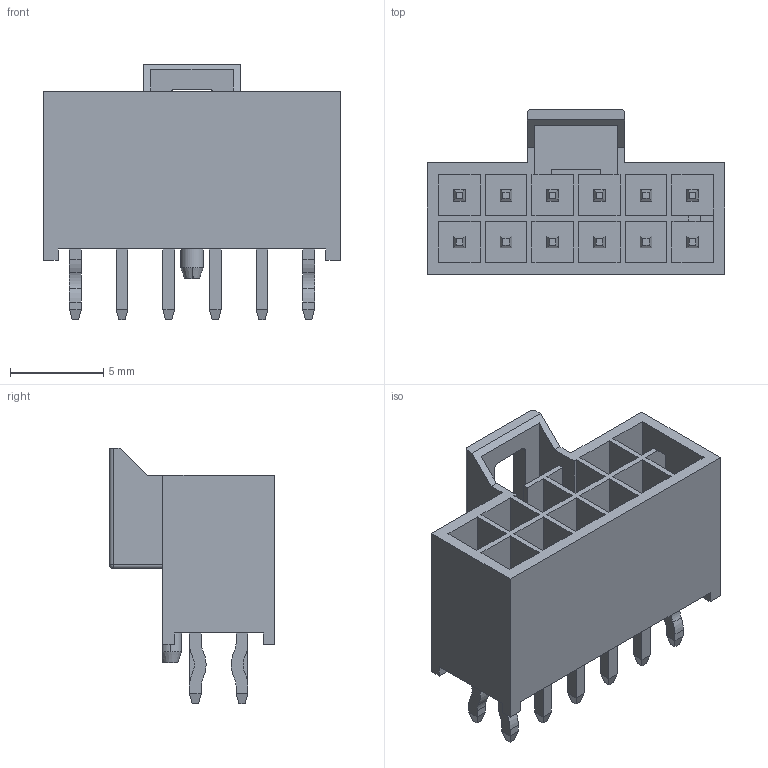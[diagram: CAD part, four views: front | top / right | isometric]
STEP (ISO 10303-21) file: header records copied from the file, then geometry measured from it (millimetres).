
FILE_DESCRIPTION(('STEP AP242'),'1');
FILE_NAME('1053101112.stp','2025-01-24T16:18:53',('TraceParts'),('TraceParts S.A.'),'Spatial InterOp 3D',' ',' ');
FILE_SCHEMA(('AP242_MANAGED_MODEL_BASED_3D_ENGINEERING_MIM_LF {1 0 10303 442 1 1 4}'));
Length unit declared in the file: millimetre
Products named in the file (1): 1053101112_1
Bounding box: 15.94 x 8.84 x 13.71 mm (x, y, z)
Volume: 517.6 mm3; surface area: 1558.9 mm2
Topology: 1 solids, 1 shells, 361 faces, 907 edges, 603 vertices
Faces by surface type: plane 322, cylinder 35, sphere 2, cone 2
Entity records: 10538 total; most frequent: CARTESIAN_POINT 1841, ORIENTED_EDGE 1758, DIRECTION 1728, EDGE_CURVE 879, LINE 804, VECTOR 804, VERTEX_POINT 551, AXIS2_PLACEMENT_3D 462
